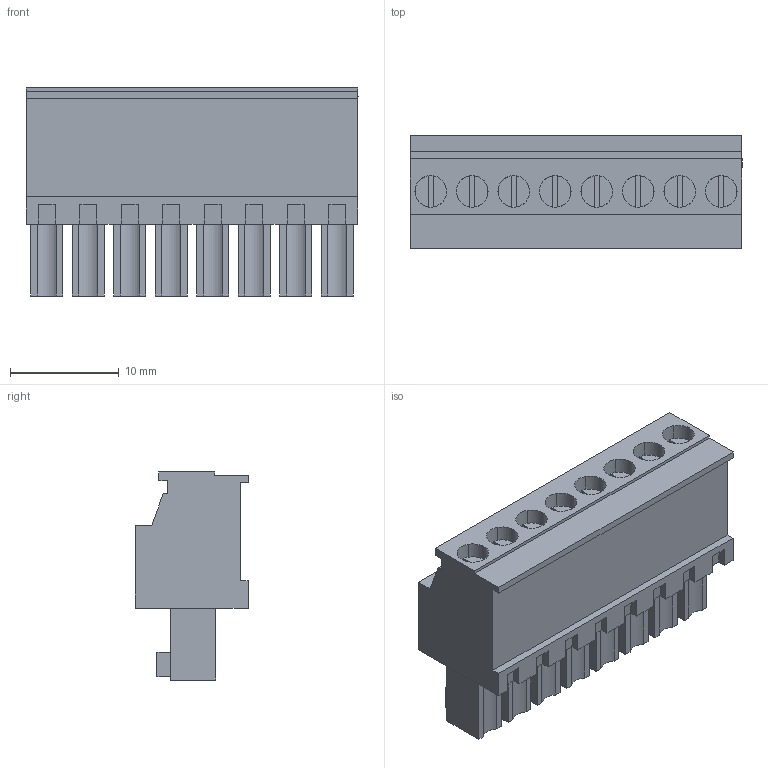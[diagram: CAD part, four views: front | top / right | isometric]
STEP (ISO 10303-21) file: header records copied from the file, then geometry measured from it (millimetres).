
FILE_DESCRIPTION(('CATIA V5 STEP Exchange','CAx-IF Rec.Pracs.--- Model Styling and Organization---1.2---2011-12-15'),'2;1');
FILE_NAME ('D1459643_0_1939890000_1939890000.stp','2017-04-12T07:24:02+00:00',('none'),('Weidmueller'),'CATIA Version 5-6 Release 2014','CATIA V5 STEP AP214','none');
FILE_SCHEMA(('AUTOMOTIVE_DESIGN { 1 0 10303 214 1 1 1 1 }'));
Length unit declared in the file: millimetre
Products named in the file (1): 1939890000
Bounding box: 30.48 x 10.4 x 19.1 mm (x, y, z)
Volume: 3742.3 mm3; surface area: 3134.8 mm2
Topology: 9 solids, 9 shells, 358 faces, 928 edges, 628 vertices
Faces by surface type: plane 302, cylinder 56
Entity records: 10207 total; most frequent: CARTESIAN_POINT 1882, ORIENTED_EDGE 1856, DIRECTION 1386, EDGE_CURVE 928, VECTOR 784, LINE 784, VERTEX_POINT 628, EDGE_LOOP 398
